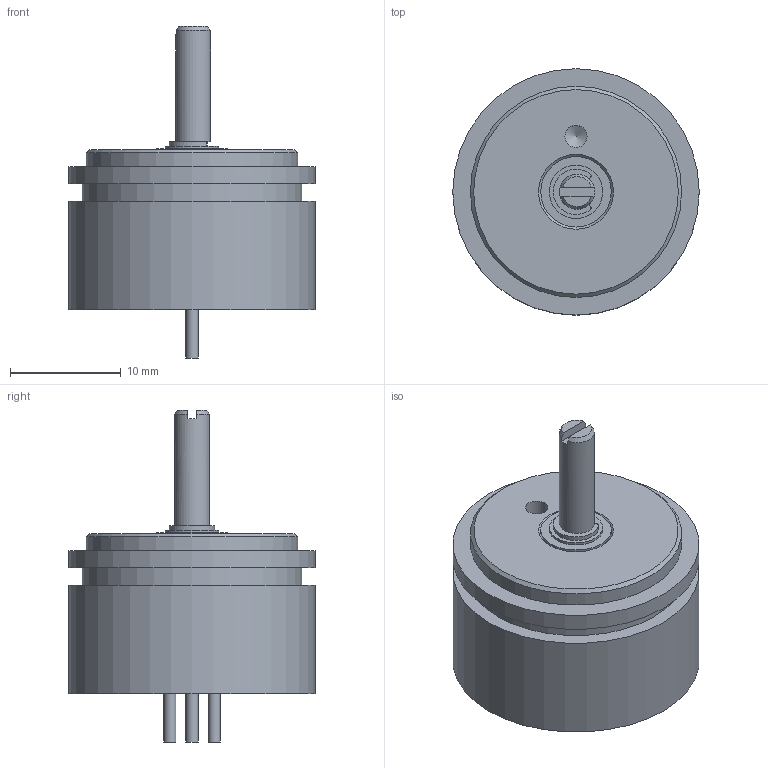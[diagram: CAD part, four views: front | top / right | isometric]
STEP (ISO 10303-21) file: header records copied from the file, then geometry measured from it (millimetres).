
FILE_DESCRIPTION(('Bauteilbeschreibung','HiCAD-Model','HiCAD-STEP-TRANSLATION','Bauteilbeschreibung'),'2;1');
FILE_NAME('VERT-X 2112.STP','2009-04-14T10:50:29+00:00',('Konstrukteur'),('Konstrukteur Firma GmbH'),' HiCAD neXt 2008, Step 3.1.1401.2D ','HiCAD neXt 2008','confidential');
FILE_SCHEMA(('AUTOMOTIVE_DESIGN { 1 2 10303 214 0 1 1 1 }'));
Length unit declared in the file: millimetre
Products named in the file (8): VERT_X 2112; VERT_X_2112_XXX_XXX_2XX; WIRES; WIRE1; WIRE2; WIRE3; SHAFT; HOUSING
Assembly tree (7 placements, depth 4):
  VERT_X 2112
    VERT_X_2112_XXX_XXX_2XX
      WIRES
        WIRE1
        WIRE2
        WIRE3
      SHAFT
      HOUSING
Bounding box: 22.22 x 22.22 x 29.94 mm (x, y, z)
Volume: 4200.4 mm3; surface area: 2931.7 mm2
Topology: 5 solids, 5 shells, 96 faces, 189 edges, 127 vertices
Faces by surface type: plane 44, cylinder 39, cone 11, torus 2
Full cylindrical faces by diameter (mm): 1.1 x3, 2 x1, 2.2 x3, 2.39 x1, 3.165 x5, 3.175 x1, 3.2 x1, 3.42 x1, 4.4 x1, 4.8 x1, 5.1 x2, 6.1 x1, 6.3 x1, 6.35 x3, 8 x1, 19.05 x1, 19.8 x1, 21 x1, 22.22 x2
Entity records: 3005 total; most frequent: DIRECTION 436, CARTESIAN_POINT 353, ORIENTED_EDGE 254, AXIS2_PLACEMENT_3D 203, EDGE_LOOP 162, COLOUR_RGB 127, EDGE_CURVE 127, PRESENTATION_STYLE_ASSIGNMENT 127
